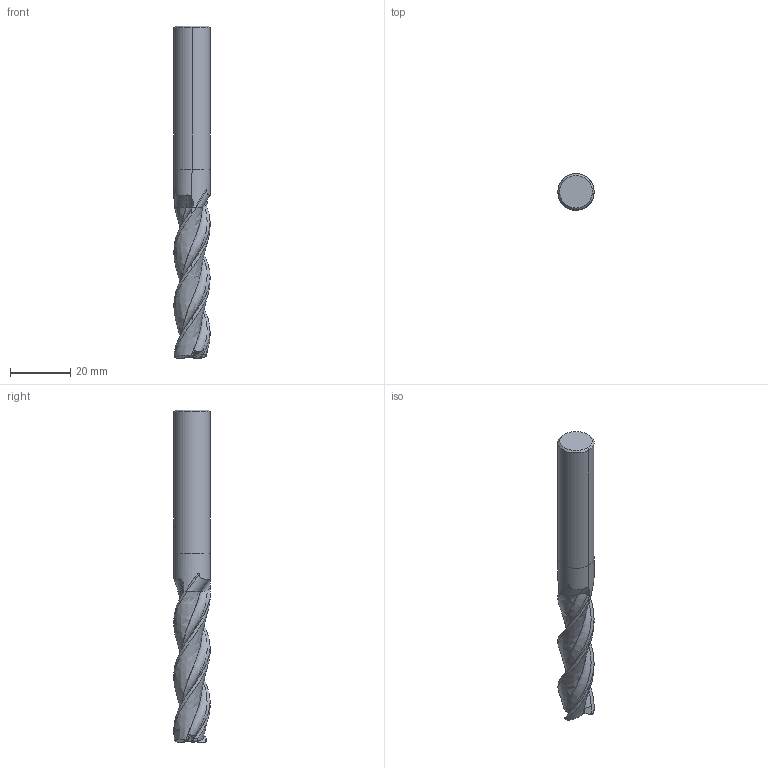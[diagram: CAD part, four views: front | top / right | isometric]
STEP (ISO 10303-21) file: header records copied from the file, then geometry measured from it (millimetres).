
FILE_DESCRIPTION(('no description'),'unknown implementation level');
FILE_NAME('solidtqMxkV8TDUP6VPz_FoSxJH5oAw8_1.STP',' ',('CIM GmbH Aachen'),('CADClick - KiM GmbH - www.kimweb.de'),'unknown preprocess','ACIS','unknown authorization');
FILE_SCHEMA(('automotive_design'));
Length unit declared in the file: millimetre
Products named in the file (2): 1; 2
Bounding box: 12 x 12 x 110 mm (x, y, z)
Volume: 9719.9 mm3; surface area: 6028.5 mm2
Topology: 2 solids, 2 shells, 92 faces, 268 edges, 180 vertices
Faces by surface type: plane 39, cylinder 15, revolution 12, bspline 12, cone 11, torus 3
Entity records: 12419 total; most frequent: CARTESIAN_POINT 7104, STYLED_ITEM 542, PRESENTATION_STYLE_ASSIGNMENT 542, COLOUR_RGB 542, ORIENTED_EDGE 536, DIRECTION 405, EDGE_CURVE 268, CURVE_STYLE 268
